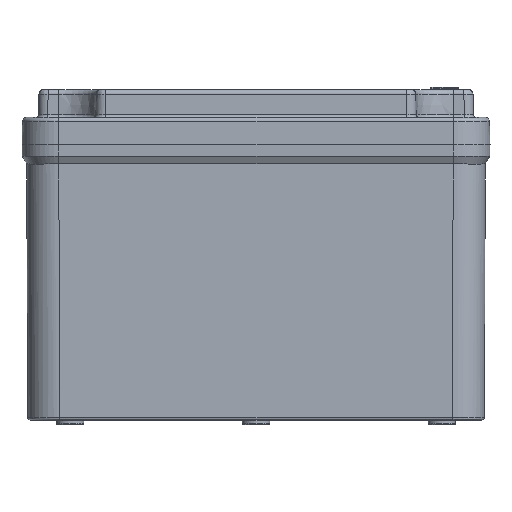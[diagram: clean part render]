
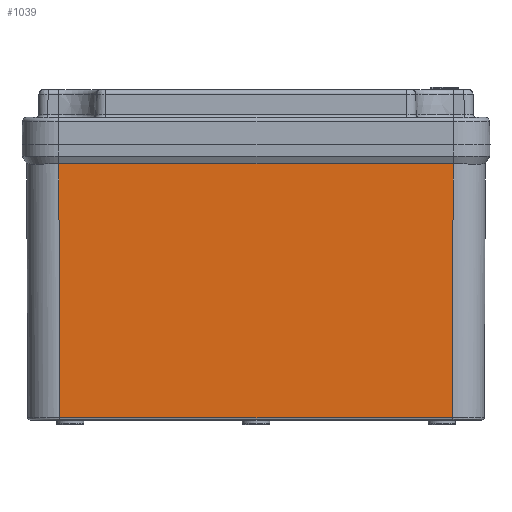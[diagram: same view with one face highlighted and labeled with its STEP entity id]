
A CAD part, left-side view. The second image highlights one B-rep face of the part: STEP entity #1039.
In plain terms, the highlighted planar face has unit normal (-1, 0, -0.004).
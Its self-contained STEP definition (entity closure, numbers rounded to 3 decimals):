
#582=FACE_OUTER_BOUND('',#1968,.T.);
#1039=ADVANCED_FACE('',(#582),#1524,.T.);
#1524=PLANE('',#8375);
#1968=EDGE_LOOP('',(#2994,#2995,#2996,#2997));
#2994=ORIENTED_EDGE('',*,*,#5881,.T.);
#2995=ORIENTED_EDGE('',*,*,#5882,.T.);
#2996=ORIENTED_EDGE('',*,*,#5883,.T.);
#2997=ORIENTED_EDGE('',*,*,#5884,.T.);
#5115=VERTEX_POINT('',#11701);
#5116=VERTEX_POINT('',#11702);
#5117=VERTEX_POINT('',#11704);
#5118=VERTEX_POINT('',#11706);
#5881=EDGE_CURVE('',#5115,#5116,#6956,.T.);
#5882=EDGE_CURVE('',#5116,#5117,#6957,.T.);
#5883=EDGE_CURVE('',#5117,#5118,#6958,.T.);
#5884=EDGE_CURVE('',#5118,#5115,#6959,.T.);
#6956=LINE('',#11700,#7509);
#6957=LINE('',#11703,#7510);
#6958=LINE('',#11705,#7511);
#6959=LINE('',#11707,#7512);
#7509=VECTOR('',#9342,1.);
#7510=VECTOR('',#9343,1.);
#7511=VECTOR('',#9344,1.);
#7512=VECTOR('',#9345,1.);
#8375=AXIS2_PLACEMENT_3D('',#11708,#9346,#9347);
#9342=DIRECTION('',(-0.004,-0.004,1.));
#9343=DIRECTION('',(0.,1.,0.));
#9344=DIRECTION('',(0.004,-0.004,-1.));
#9345=DIRECTION('',(0.,-1.,0.));
#9346=DIRECTION('',(-1.,0.,-0.004));
#9347=DIRECTION('',(0.004,0.,-1.));
#11700=CARTESIAN_POINT('',(-79.998,-42.998,59.594));
#11701=CARTESIAN_POINT('',(-79.74,-42.74,0.498));
#11702=CARTESIAN_POINT('',(-79.982,-42.991,55.812));
#11703=CARTESIAN_POINT('',(-79.982,50.,55.812));
#11704=CARTESIAN_POINT('',(-79.982,42.991,55.812));
#11705=CARTESIAN_POINT('',(-80.,43.,60.031));
#11706=CARTESIAN_POINT('',(-79.74,42.74,0.498));
#11707=CARTESIAN_POINT('',(-79.74,50.,0.498));
#11708=CARTESIAN_POINT('',(-80.,50.,60.));
